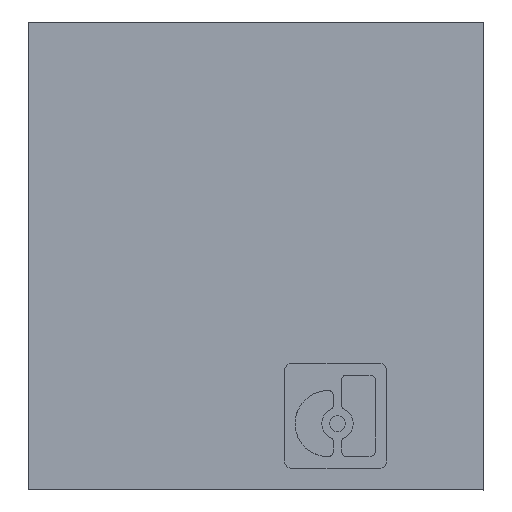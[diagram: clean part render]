
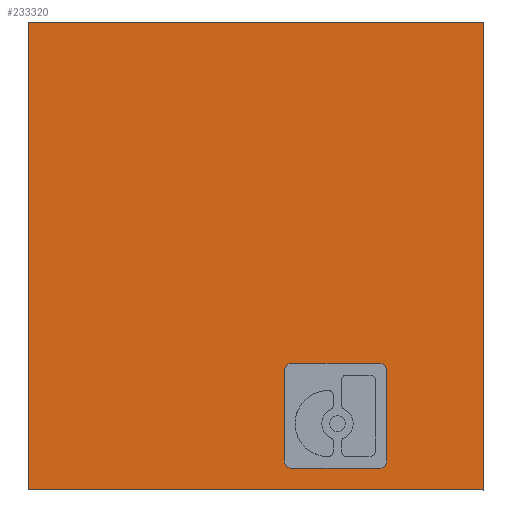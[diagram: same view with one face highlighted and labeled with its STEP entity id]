
A CAD part, top view. The second image highlights one B-rep face of the part: STEP entity #233320.
In plain terms, the highlighted face is planar.
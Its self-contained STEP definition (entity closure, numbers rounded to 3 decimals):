
#67800=CARTESIAN_POINT('',(-77.901,-20.517,
-11.475));
#67810=VERTEX_POINT('',#67800);
#67840=CARTESIAN_POINT('',(-77.901,-20.517,-56.));
#67850=DIRECTION('',(0.,0.,1.));
#67860=VECTOR('',#67850,1.);
#67870=LINE('',#67840,#67860);
#67880=CARTESIAN_POINT('',(-77.901,-20.517,
-0.175));
#67890=VERTEX_POINT('',#67880);
#67900=EDGE_CURVE('',#67810,#67890,#67870,.T.);
#76380=CARTESIAN_POINT('',(-77.901,0.,-0.175));
#76390=DIRECTION('',(0.,1.,0.));
#76400=VECTOR('',#76390,1.);
#76410=LINE('',#76380,#76400);
#76420=CARTESIAN_POINT('',(-77.901,-8.917,
-0.175));
#76430=VERTEX_POINT('',#76420);
#76440=EDGE_CURVE('',#67890,#76430,#76410,.T.);
#231340=CARTESIAN_POINT('',(-77.901,-8.917,
3.5));
#231350=DIRECTION('',(0.,0.,-1.));
#231360=VECTOR('',#231350,1.);
#231370=LINE('',#231340,#231360);
#231380=CARTESIAN_POINT('',(-77.901,-8.917,
-11.475));
#231390=VERTEX_POINT('',#231380);
#231400=EDGE_CURVE('',#76430,#231390,#231370,.T.);
#232460=CARTESIAN_POINT('',(-77.901,-13.003,
59.425));
#232470=DIRECTION('',(-1.,0.,0.));
#232480=DIRECTION('',(0.,1.,0.));
#232490=AXIS2_PLACEMENT_3D('',#232460,#232470,#232480);
#232500=PLANE('',#232490);
#232510=ORIENTED_EDGE('',*,*,#76440,.T.);
#232520=ORIENTED_EDGE('',*,*,#67900,.T.);
#232530=CARTESIAN_POINT('',(-77.901,0.,
-11.475));
#232540=DIRECTION('',(0.,-1.,0.));
#232550=VECTOR('',#232540,1.);
#232560=LINE('',#232530,#232550);
#232570=EDGE_CURVE('',#231390,#67810,#232560,.T.);
#232580=ORIENTED_EDGE('',*,*,#232570,.T.);
#232590=ORIENTED_EDGE('',*,*,#231400,.T.);
#232600=EDGE_LOOP('',(#232590,#232580,#232520,#232510));
#232610=FACE_OUTER_BOUND('',#232600,.T.);
#232620=CARTESIAN_POINT('',(-77.901,-9.62,
-8.892));
#232630=DIRECTION('',(-1.,0.,0.));
#232640=DIRECTION('',(0.,1.,
-0.004));
#232650=AXIS2_PLACEMENT_3D('',#232620,#232630,#232640);
#232660=CIRCLE('',#232650,0.181);
#232670=CARTESIAN_POINT('',(-77.901,-9.44,
-8.893));
#232680=VERTEX_POINT('',#232670);
#232690=CARTESIAN_POINT('',(-77.901,-9.621,
-9.073));
#232700=VERTEX_POINT('',#232690);
#232710=EDGE_CURVE('',#232680,#232700,#232660,.T.);
#232720=ORIENTED_EDGE('',*,*,#232710,.F.);
#232730=CARTESIAN_POINT('',(-77.901,0.,-9.073));
#232740=DIRECTION('',(0.,1.,0.));
#232750=VECTOR('',#232740,1.);
#232760=LINE('',#232730,#232750);
#232770=CARTESIAN_POINT('',(-77.901,-11.858,
-9.073));
#232780=VERTEX_POINT('',#232770);
#232790=EDGE_CURVE('',#232780,#232700,#232760,.T.);
#232800=ORIENTED_EDGE('',*,*,#232790,.T.);
#232810=CARTESIAN_POINT('',(-77.901,-11.859,
-8.892));
#232820=DIRECTION('',(-1.,0.,0.));
#232830=DIRECTION('',(0.,0.004,
-1.));
#232840=AXIS2_PLACEMENT_3D('',#232810,#232820,#232830);
#232850=CIRCLE('',#232840,0.181);
#232860=CARTESIAN_POINT('',(-77.901,-12.04,
-8.893));
#232870=VERTEX_POINT('',#232860);
#232880=EDGE_CURVE('',#232780,#232870,#232850,.T.);
#232890=ORIENTED_EDGE('',*,*,#232880,.F.);
#232900=CARTESIAN_POINT('',(-77.901,-12.04,0.));
#232910=DIRECTION('',(0.,0.,-1.));
#232920=VECTOR('',#232910,1.);
#232930=LINE('',#232900,#232920);
#232940=CARTESIAN_POINT('',(-77.901,-12.04,
-6.709));
#232950=VERTEX_POINT('',#232940);
#232960=EDGE_CURVE('',#232950,#232870,#232930,.T.);
#232970=ORIENTED_EDGE('',*,*,#232960,.T.);
#232980=CARTESIAN_POINT('',(-77.901,-11.859,
-6.71));
#232990=DIRECTION('',(-1.,0.,0.));
#233000=DIRECTION('',(0.,-1.,
0.004));
#233010=AXIS2_PLACEMENT_3D('',#232980,#232990,#233000);
#233020=CIRCLE('',#233010,0.181);
#233030=CARTESIAN_POINT('',(-77.901,-11.858,
-6.529));
#233040=VERTEX_POINT('',#233030);
#233050=EDGE_CURVE('',#232950,#233040,#233020,.T.);
#233060=ORIENTED_EDGE('',*,*,#233050,.F.);
#233070=CARTESIAN_POINT('',(-77.901,0.,-6.529));
#233080=DIRECTION('',(0.,-1.,0.));
#233090=VECTOR('',#233080,1.);
#233100=LINE('',#233070,#233090);
#233110=CARTESIAN_POINT('',(-77.901,-9.621,
-6.529));
#233120=VERTEX_POINT('',#233110);
#233130=EDGE_CURVE('',#233120,#233040,#233100,.T.);
#233140=ORIENTED_EDGE('',*,*,#233130,.T.);
#233150=CARTESIAN_POINT('',(-77.901,-9.62,
-6.71));
#233160=DIRECTION('',(-1.,0.,0.));
#233170=DIRECTION('',(0.,-0.004,
1.));
#233180=AXIS2_PLACEMENT_3D('',#233150,#233160,#233170);
#233190=CIRCLE('',#233180,0.181);
#233200=CARTESIAN_POINT('',(-77.901,-9.44,
-6.709));
#233210=VERTEX_POINT('',#233200);
#233220=EDGE_CURVE('',#233120,#233210,#233190,.T.);
#233230=ORIENTED_EDGE('',*,*,#233220,.F.);
#233240=CARTESIAN_POINT('',(-77.901,-9.44,0.));
#233250=DIRECTION('',(0.,0.,1.));
#233260=VECTOR('',#233250,1.);
#233270=LINE('',#233240,#233260);
#233280=EDGE_CURVE('',#232680,#233210,#233270,.T.);
#233290=ORIENTED_EDGE('',*,*,#233280,.T.);
#233300=EDGE_LOOP('',(#233290,#233230,#233140,#233060,#232970,#232890,
#232800,#232720));
#233310=FACE_BOUND('',#233300,.T.);
#233320=ADVANCED_FACE('',(#232610,#233310),#232500,.T.);
